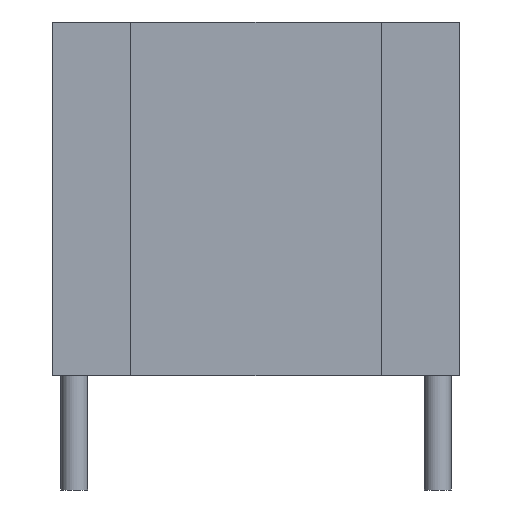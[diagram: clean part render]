
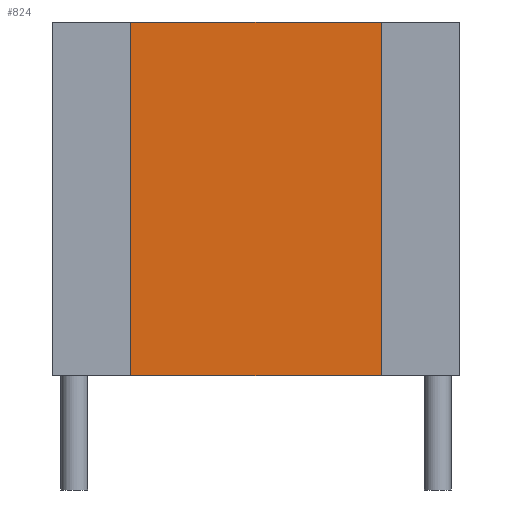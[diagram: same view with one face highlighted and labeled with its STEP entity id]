
A CAD part, left-side view. The second image highlights one B-rep face of the part: STEP entity #824.
In plain terms, the highlighted planar face has unit normal (-1, 0, 0).
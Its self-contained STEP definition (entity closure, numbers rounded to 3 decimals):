
#719 = PLANE('',#720);
#720 = AXIS2_PLACEMENT_3D('',#721,#722,#723);
#721 = CARTESIAN_POINT('',(-16.65,-2.515,0.));
#722 = DIRECTION('',(0.,-1.,0.));
#723 = DIRECTION('',(-1.,0.,0.));
#744 = VERTEX_POINT('',#745);
#745 = CARTESIAN_POINT('',(-19.65,-2.515,15.79));
#759 = PLANE('',#760);
#760 = AXIS2_PLACEMENT_3D('',#761,#762,#763);
#761 = CARTESIAN_POINT('',(-18.15,-8.115,15.79));
#762 = DIRECTION('',(0.,0.,1.));
#763 = DIRECTION('',(1.,0.,0.));
#771 = EDGE_CURVE('',#772,#744,#774,.T.);
#772 = VERTEX_POINT('',#773);
#773 = CARTESIAN_POINT('',(-19.65,-2.515,0.));
#774 = SURFACE_CURVE('',#775,(#779,#786),.PCURVE_S1.);
#775 = LINE('',#776,#777);
#776 = CARTESIAN_POINT('',(-19.65,-2.515,0.));
#777 = VECTOR('',#778,1.);
#778 = DIRECTION('',(0.,0.,1.));
#779 = PCURVE('',#719,#780);
#780 = DEFINITIONAL_REPRESENTATION('',(#781),#785);
#781 = LINE('',#782,#783);
#782 = CARTESIAN_POINT('',(3.,0.));
#783 = VECTOR('',#784,1.);
#784 = DIRECTION('',(0.,-1.));
#785 = ( GEOMETRIC_REPRESENTATION_CONTEXT(2) 
PARAMETRIC_REPRESENTATION_CONTEXT() REPRESENTATION_CONTEXT('2D SPACE',''
  ) );
#786 = PCURVE('',#787,#792);
#787 = PLANE('',#788);
#788 = AXIS2_PLACEMENT_3D('',#789,#790,#791);
#789 = CARTESIAN_POINT('',(-19.65,-2.515,0.));
#790 = DIRECTION('',(1.,0.,-0.));
#791 = DIRECTION('',(0.,-1.,0.));
#792 = DEFINITIONAL_REPRESENTATION('',(#793),#797);
#793 = LINE('',#794,#795);
#794 = CARTESIAN_POINT('',(0.,0.));
#795 = VECTOR('',#796,1.);
#796 = DIRECTION('',(0.,-1.));
#797 = ( GEOMETRIC_REPRESENTATION_CONTEXT(2) 
PARAMETRIC_REPRESENTATION_CONTEXT() REPRESENTATION_CONTEXT('2D SPACE',''
  ) );
#813 = PLANE('',#814);
#814 = AXIS2_PLACEMENT_3D('',#815,#816,#817);
#815 = CARTESIAN_POINT('',(-18.15,-8.115,0.));
#816 = DIRECTION('',(0.,0.,1.));
#817 = DIRECTION('',(1.,0.,0.));
#824 = ADVANCED_FACE('',(#825),#787,.F.);
#825 = FACE_BOUND('',#826,.F.);
#826 = EDGE_LOOP('',(#827,#828,#851,#879));
#827 = ORIENTED_EDGE('',*,*,#771,.T.);
#828 = ORIENTED_EDGE('',*,*,#829,.T.);
#829 = EDGE_CURVE('',#744,#830,#832,.T.);
#830 = VERTEX_POINT('',#831);
#831 = CARTESIAN_POINT('',(-19.65,-13.715,15.79));
#832 = SURFACE_CURVE('',#833,(#837,#844),.PCURVE_S1.);
#833 = LINE('',#834,#835);
#834 = CARTESIAN_POINT('',(-19.65,-2.515,15.79));
#835 = VECTOR('',#836,1.);
#836 = DIRECTION('',(0.,-1.,0.));
#837 = PCURVE('',#787,#838);
#838 = DEFINITIONAL_REPRESENTATION('',(#839),#843);
#839 = LINE('',#840,#841);
#840 = CARTESIAN_POINT('',(0.,-15.79));
#841 = VECTOR('',#842,1.);
#842 = DIRECTION('',(1.,0.));
#843 = ( GEOMETRIC_REPRESENTATION_CONTEXT(2) 
PARAMETRIC_REPRESENTATION_CONTEXT() REPRESENTATION_CONTEXT('2D SPACE',''
  ) );
#844 = PCURVE('',#759,#845);
#845 = DEFINITIONAL_REPRESENTATION('',(#846),#850);
#846 = LINE('',#847,#848);
#847 = CARTESIAN_POINT('',(-1.5,5.6));
#848 = VECTOR('',#849,1.);
#849 = DIRECTION('',(0.,-1.));
#850 = ( GEOMETRIC_REPRESENTATION_CONTEXT(2) 
PARAMETRIC_REPRESENTATION_CONTEXT() REPRESENTATION_CONTEXT('2D SPACE',''
  ) );
#851 = ORIENTED_EDGE('',*,*,#852,.F.);
#852 = EDGE_CURVE('',#853,#830,#855,.T.);
#853 = VERTEX_POINT('',#854);
#854 = CARTESIAN_POINT('',(-19.65,-13.715,0.));
#855 = SURFACE_CURVE('',#856,(#860,#867),.PCURVE_S1.);
#856 = LINE('',#857,#858);
#857 = CARTESIAN_POINT('',(-19.65,-13.715,0.));
#858 = VECTOR('',#859,1.);
#859 = DIRECTION('',(0.,0.,1.));
#860 = PCURVE('',#787,#861);
#861 = DEFINITIONAL_REPRESENTATION('',(#862),#866);
#862 = LINE('',#863,#864);
#863 = CARTESIAN_POINT('',(11.2,0.));
#864 = VECTOR('',#865,1.);
#865 = DIRECTION('',(0.,-1.));
#866 = ( GEOMETRIC_REPRESENTATION_CONTEXT(2) 
PARAMETRIC_REPRESENTATION_CONTEXT() REPRESENTATION_CONTEXT('2D SPACE',''
  ) );
#867 = PCURVE('',#868,#873);
#868 = PLANE('',#869);
#869 = AXIS2_PLACEMENT_3D('',#870,#871,#872);
#870 = CARTESIAN_POINT('',(-19.65,-13.715,0.));
#871 = DIRECTION('',(0.,1.,0.));
#872 = DIRECTION('',(1.,0.,0.));
#873 = DEFINITIONAL_REPRESENTATION('',(#874),#878);
#874 = LINE('',#875,#876);
#875 = CARTESIAN_POINT('',(0.,0.));
#876 = VECTOR('',#877,1.);
#877 = DIRECTION('',(0.,-1.));
#878 = ( GEOMETRIC_REPRESENTATION_CONTEXT(2) 
PARAMETRIC_REPRESENTATION_CONTEXT() REPRESENTATION_CONTEXT('2D SPACE',''
  ) );
#879 = ORIENTED_EDGE('',*,*,#880,.F.);
#880 = EDGE_CURVE('',#772,#853,#881,.T.);
#881 = SURFACE_CURVE('',#882,(#886,#893),.PCURVE_S1.);
#882 = LINE('',#883,#884);
#883 = CARTESIAN_POINT('',(-19.65,-2.515,0.));
#884 = VECTOR('',#885,1.);
#885 = DIRECTION('',(0.,-1.,0.));
#886 = PCURVE('',#787,#887);
#887 = DEFINITIONAL_REPRESENTATION('',(#888),#892);
#888 = LINE('',#889,#890);
#889 = CARTESIAN_POINT('',(0.,0.));
#890 = VECTOR('',#891,1.);
#891 = DIRECTION('',(1.,0.));
#892 = ( GEOMETRIC_REPRESENTATION_CONTEXT(2) 
PARAMETRIC_REPRESENTATION_CONTEXT() REPRESENTATION_CONTEXT('2D SPACE',''
  ) );
#893 = PCURVE('',#813,#894);
#894 = DEFINITIONAL_REPRESENTATION('',(#895),#899);
#895 = LINE('',#896,#897);
#896 = CARTESIAN_POINT('',(-1.5,5.6));
#897 = VECTOR('',#898,1.);
#898 = DIRECTION('',(0.,-1.));
#899 = ( GEOMETRIC_REPRESENTATION_CONTEXT(2) 
PARAMETRIC_REPRESENTATION_CONTEXT() REPRESENTATION_CONTEXT('2D SPACE',''
  ) );
